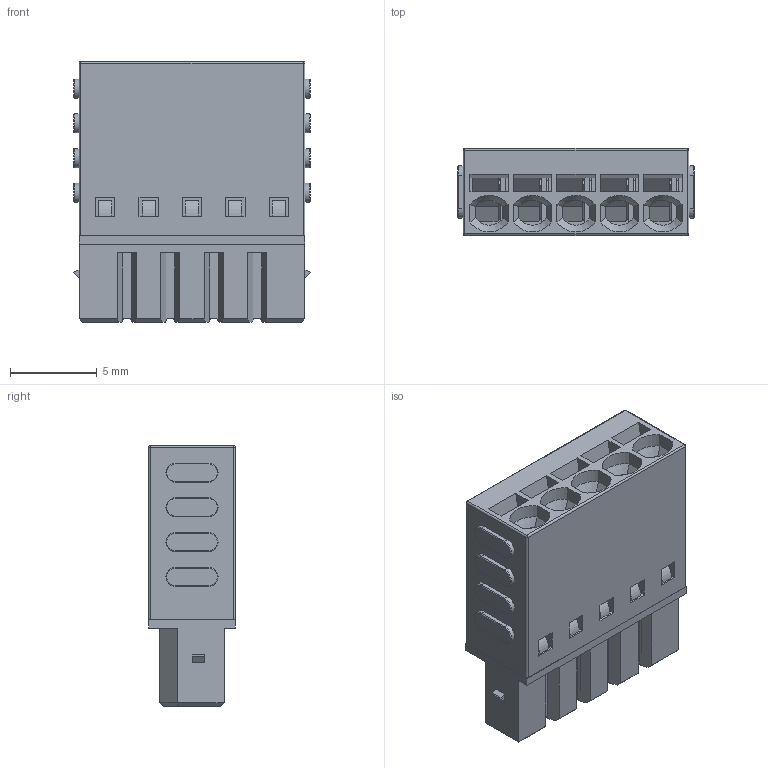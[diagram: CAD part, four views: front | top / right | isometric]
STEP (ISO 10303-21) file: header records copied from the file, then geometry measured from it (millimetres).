
FILE_DESCRIPTION(/* description */ ('Unknown'),/* implementation_level */ '2;1');
FILE_NAME(/* name */ '691346000005B',/* time_stamp */ '2020-07-21T17:16:02+02:00',/* author */ ('Unknown'),/* organization */ ('Unknown'),/* preprocessor_version */ 'ST-DEVELOPER v16.7',/* originating_system */ 'DEX',/* authorisation */ $);
FILE_SCHEMA (('AUTOMOTIVE_DESIGN {1 0 10303 214 3 1 1}'));
Length unit declared in the file: millimetre
Products named in the file (7): 6913460000xxB; 6913460000xxB_Body; 691346000005B_Body; 691346000005B_Lever; 6913460000xxB_Pin; 6913460000xxB_Spring
Assembly tree (10 placements, depth 3):
  6913460000xxB
    6913460000xxB_Body
      691346000005B_Body
      691346000005B_Lever
    6913460000xxB_Pin  x5
      6913460000xxB_Pin
      6913460000xxB_Spring
Bounding box: 13.6 x 5 x 15 mm (x, y, z)
Volume: 476.3 mm3; surface area: 2516.1 mm2
Topology: 12 solids, 12 shells, 1452 faces, 3779 edges, 2367 vertices
Faces by surface type: plane 1063, cylinder 319, torus 36, bspline 20, cone 10, sphere 4
Full cylindrical faces by diameter (mm): 0.75 x10
Entity records: 23632 total; most frequent: CARTESIAN_POINT 4211, ORIENTED_EDGE 4022, DIRECTION 3856, EDGE_CURVE 2011, LINE 1684, VECTOR 1684, VERTEX_POINT 1265, AXIS2_PLACEMENT_3D 1086
